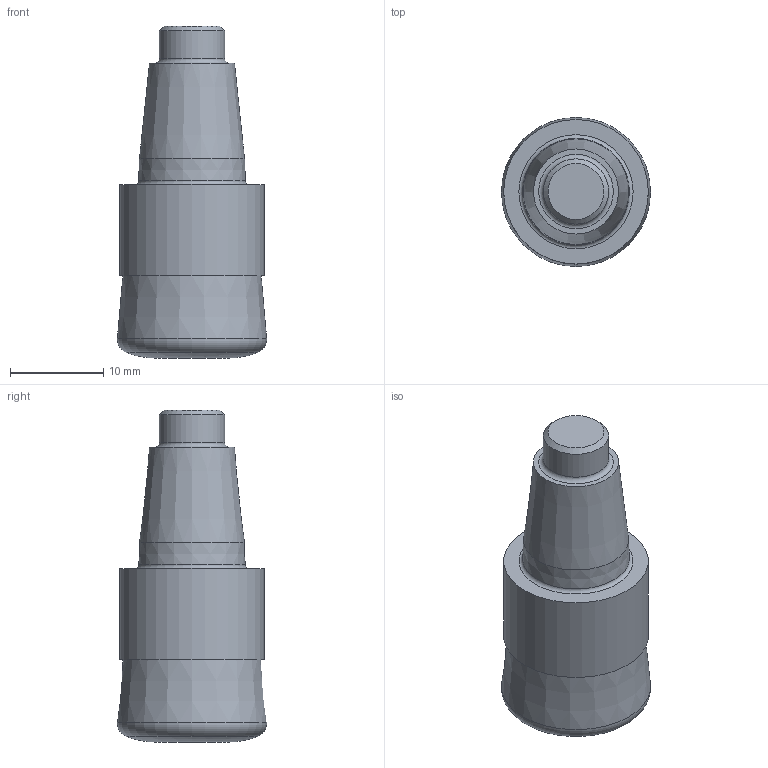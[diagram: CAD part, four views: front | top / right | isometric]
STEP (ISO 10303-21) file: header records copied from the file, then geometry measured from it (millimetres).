
FILE_DESCRIPTION(/* description */ (''),/* implementation_level */ '2;1');
FILE_NAME(/* name */ 'XHF780E16160D1HZ3_Basic.stp',/* time_stamp */ '2022-08-04T09:02:06+06:00',/* author */ (''),/* organization */ (''),/* preprocessor_version */ 'ST-DEVELOPER v16.7',/* originating_system */ 'SIEMENS PLM Software NX 12.0',/* authorisation */ '');
FILE_SCHEMA (('AUTOMOTIVE_DESIGN { 1 0 10303 214 3 1 1 1 }'));
Length unit declared in the file: millimetre
Products named in the file (1): inpu3ADCDC160r5q
Bounding box: 15.99 x 15.99 x 35.6 mm (x, y, z)
Volume: 4726 mm3; surface area: 2064.9 mm2
Topology: 2 solids, 2 shells, 16 faces, 26 edges, 20 vertices
Faces by surface type: plane 6, cone 4, torus 3, cylinder 2, bspline 1
Full cylindrical faces by diameter (mm): 7 x1, 15.5 x1
Entity records: 441 total; most frequent: CARTESIAN_POINT 98, DIRECTION 66, AXIS2_PLACEMENT_3D 33, EDGE_LOOP 28, ORIENTED_EDGE 28, FACE_BOUND 24, ADVANCED_FACE 16, VERTEX_POINT 14
